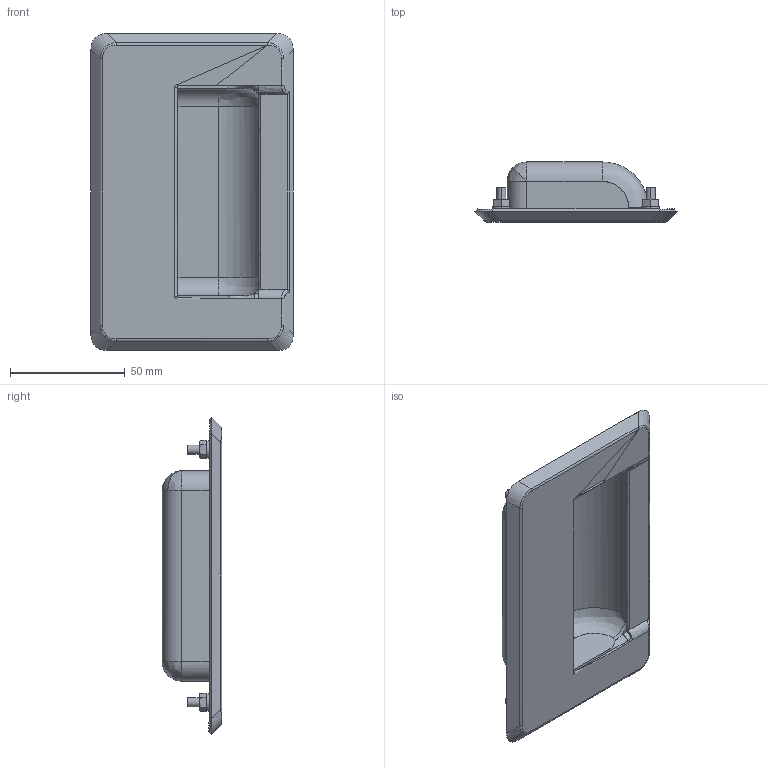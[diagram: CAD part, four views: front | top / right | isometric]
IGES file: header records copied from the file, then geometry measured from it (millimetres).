
Start section: ------------------------------------------------------------------------
Global section: file name: PC3110.2608.THA_317_1_BK_22263.igs; native system: spGate; preprocessor: ver20.6.3 (****-****-****-****); author: Unknown; organization: Unknown; date: 260123.165525; units: millimetre
Bounding box: 88 x 26 x 138 mm (x, y, z)
Volume: 20263.7 mm3; surface area: 55175.8 mm2
Topology: 18 solids, 18 shells, 578 faces, 1441 edges, 886 vertices
Faces by surface type: bspline 578
